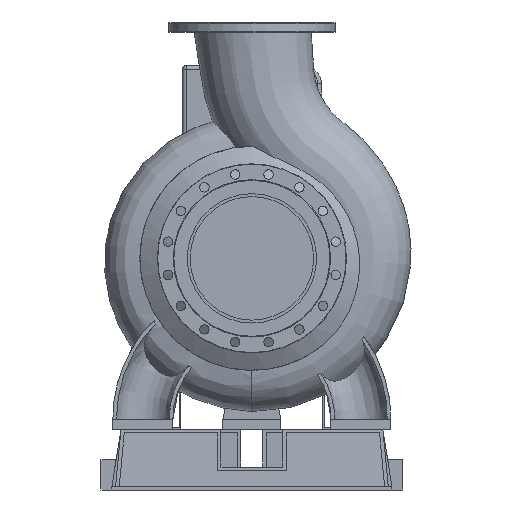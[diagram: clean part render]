
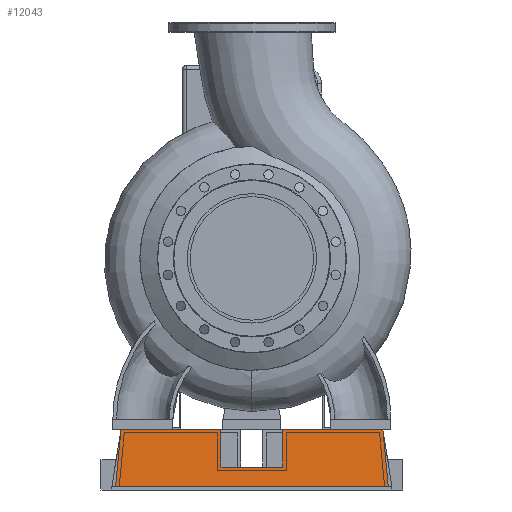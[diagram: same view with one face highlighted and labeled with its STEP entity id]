
A CAD part, left-side view. The second image highlights one B-rep face of the part: STEP entity #12043.
In plain terms, the highlighted planar face has unit normal (-0.996, 0, 0.095).
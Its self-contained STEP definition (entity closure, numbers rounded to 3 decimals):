
#1044=LINE('',#28293,#2023);
#1067=LINE('',#28338,#2046);
#1081=LINE('',#28367,#2060);
#1082=LINE('',#28368,#2061);
#1083=LINE('',#28370,#2062);
#1084=LINE('',#28372,#2063);
#1085=LINE('',#28373,#2064);
#1086=LINE('',#28374,#2065);
#2023=VECTOR('',#16191,10.);
#2046=VECTOR('',#16220,10.);
#2060=VECTOR('',#16248,10.);
#2061=VECTOR('',#16249,10.);
#2062=VECTOR('',#16250,10.);
#2063=VECTOR('',#16251,10.);
#2064=VECTOR('',#16252,10.);
#2065=VECTOR('',#16253,10.);
#2621=PLANE('',#13208);
#3575=FACE_OUTER_BOUND('',#4516,.T.);
#4516=EDGE_LOOP('',(#10758,#10759,#10760,#10761,#10762,#10763,#10764,#10765));
#6109=VERTEX_POINT('',#28290);
#6110=VERTEX_POINT('',#28292);
#6128=VERTEX_POINT('',#28335);
#6129=VERTEX_POINT('',#28337);
#6136=VERTEX_POINT('',#28365);
#6137=VERTEX_POINT('',#28366);
#6138=VERTEX_POINT('',#28369);
#6139=VERTEX_POINT('',#28371);
#7680=EDGE_CURVE('',#6109,#6110,#1044,.T.);
#7703=EDGE_CURVE('',#6128,#6129,#1067,.T.);
#7717=EDGE_CURVE('',#6136,#6137,#1081,.T.);
#7718=EDGE_CURVE('',#6137,#6129,#1082,.T.);
#7719=EDGE_CURVE('',#6128,#6138,#1083,.T.);
#7720=EDGE_CURVE('',#6139,#6138,#1084,.T.);
#7721=EDGE_CURVE('',#6110,#6139,#1085,.T.);
#7722=EDGE_CURVE('',#6109,#6136,#1086,.T.);
#10758=ORIENTED_EDGE('',*,*,#7717,.T.);
#10759=ORIENTED_EDGE('',*,*,#7718,.T.);
#10760=ORIENTED_EDGE('',*,*,#7703,.F.);
#10761=ORIENTED_EDGE('',*,*,#7719,.T.);
#10762=ORIENTED_EDGE('',*,*,#7720,.F.);
#10763=ORIENTED_EDGE('',*,*,#7721,.F.);
#10764=ORIENTED_EDGE('',*,*,#7680,.F.);
#10765=ORIENTED_EDGE('',*,*,#7722,.T.);
#12043=ADVANCED_FACE('',(#3575),#2621,.F.);
#13208=AXIS2_PLACEMENT_3D('',#28364,#16246,#16247);
#16191=DIRECTION('',(0.,-1.,0.));
#16220=DIRECTION('',(0.,-1.,0.));
#16246=DIRECTION('center_axis',(0.995,0.,
-0.095));
#16247=DIRECTION('ref_axis',(0.095,0.,0.995));
#16248=DIRECTION('',(0.,1.,0.));
#16249=DIRECTION('',(0.095,0.,0.995));
#16250=DIRECTION('',(-0.095,0.095,-0.991));
#16251=DIRECTION('',(0.,1.,0.));
#16252=DIRECTION('',(-0.095,-0.095,-0.991));
#16253=DIRECTION('',(-0.095,0.,-0.995));
#28290=CARTESIAN_POINT('',(-205.,-85.,167.));
#28292=CARTESIAN_POINT('',(-205.,-360.,167.));
#28293=CARTESIAN_POINT('',(-205.,-350.,167.));
#28335=CARTESIAN_POINT('',(-205.,360.,167.));
#28337=CARTESIAN_POINT('',(-205.,85.,167.));
#28338=CARTESIAN_POINT('',(-205.,-350.,167.));
#28364=CARTESIAN_POINT('Origin',(-205.,-350.,167.));
#28365=CARTESIAN_POINT('',(-214.936,-85.,63.));
#28366=CARTESIAN_POINT('',(-214.936,85.,63.));
#28367=CARTESIAN_POINT('',(-214.936,-175.,63.));
#28368=CARTESIAN_POINT('',(-203.123,85.,186.646));
#28369=CARTESIAN_POINT('',(-220.,375.,10.));
#28370=CARTESIAN_POINT('',(-205.,360.,167.));
#28371=CARTESIAN_POINT('',(-220.,-375.,10.));
#28372=CARTESIAN_POINT('',(-220.,-187.5,10.));
#28373=CARTESIAN_POINT('',(-205.,-360.,167.));
#28374=CARTESIAN_POINT('',(-205.158,-85.,165.343));
